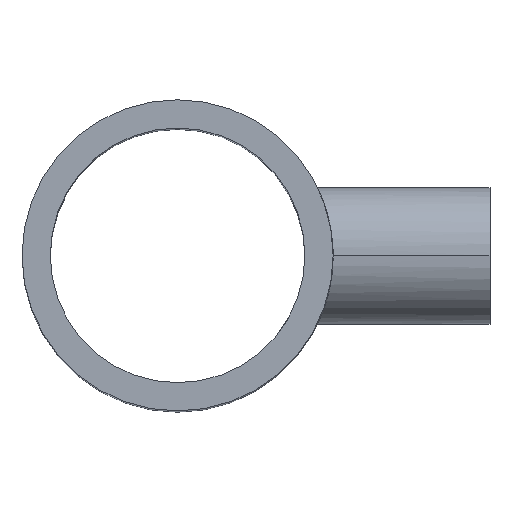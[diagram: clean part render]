
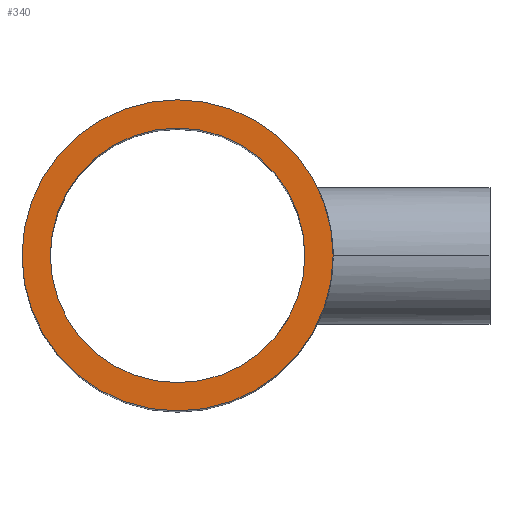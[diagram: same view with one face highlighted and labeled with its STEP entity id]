
A CAD part, top view. The second image highlights one B-rep face of the part: STEP entity #340.
In plain terms, the highlighted planar face has unit normal (0, 0, 1).
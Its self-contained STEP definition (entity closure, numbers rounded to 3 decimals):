
#44 = ORIENTED_EDGE ( 'NONE', *, *, #465, .T. ) ;
#52 = DIRECTION ( 'NONE',  ( 1., 0., 0. ) ) ;
#67 = CARTESIAN_POINT ( 'NONE',  ( 0., 0., 295. ) ) ;
#79 = CARTESIAN_POINT ( 'NONE',  ( 0., 0., 295. ) ) ;
#88 = CARTESIAN_POINT ( 'NONE',  ( -125., 0., 295. ) ) ;
#102 = CARTESIAN_POINT ( 'NONE',  ( 0., 0., 295. ) ) ;
#115 = DIRECTION ( 'NONE',  ( 0., 0., 1. ) ) ;
#122 = DIRECTION ( 'NONE',  ( 1., 0., 0. ) ) ;
#132 = VERTEX_POINT ( 'NONE', #88 ) ;
#153 = FACE_BOUND ( 'NONE', #225, .T. ) ;
#175 = VERTEX_POINT ( 'NONE', #204 ) ;
#190 = AXIS2_PLACEMENT_3D ( 'NONE', #79, #283, #341 ) ;
#204 = CARTESIAN_POINT ( 'NONE',  ( -102.3, 0., 295. ) ) ;
#225 = EDGE_LOOP ( 'NONE', ( #554, #343 ) ) ;
#226 = CARTESIAN_POINT ( 'NONE',  ( 0., 0., 295. ) ) ;
#272 = DIRECTION ( 'NONE',  ( 1., 0., 0. ) ) ;
#283 = DIRECTION ( 'NONE',  ( 0., 0., 1. ) ) ;
#335 = AXIS2_PLACEMENT_3D ( 'NONE', #102, #510, #52 ) ;
#340 = ADVANCED_FACE ( 'NONE', ( #612, #153 ), #352, .T. ) ;
#341 = DIRECTION ( 'NONE',  ( 1., 0., 0. ) ) ;
#343 = ORIENTED_EDGE ( 'NONE', *, *, #631, .F. ) ;
#352 = PLANE ( 'NONE',  #335 ) ;
#359 = VERTEX_POINT ( 'NONE', #451 ) ;
#364 = CARTESIAN_POINT ( 'NONE',  ( 102.3, 0., 295. ) ) ;
#366 = EDGE_CURVE ( 'NONE', #175, #389, #608, .T. ) ;
#375 = CIRCLE ( 'NONE', #497, 125. ) ;
#387 = EDGE_CURVE ( 'NONE', #132, #359, #375, .T. ) ;
#389 = VERTEX_POINT ( 'NONE', #364 ) ;
#420 = EDGE_LOOP ( 'NONE', ( #595, #44 ) ) ;
#421 = DIRECTION ( 'NONE',  ( 1., 0., 0. ) ) ;
#427 = CIRCLE ( 'NONE', #484, 125. ) ;
#451 = CARTESIAN_POINT ( 'NONE',  ( 125., 0., 295. ) ) ;
#465 = EDGE_CURVE ( 'NONE', #359, #132, #427, .T. ) ;
#472 = CIRCLE ( 'NONE', #190, 102.3 ) ;
#473 = DIRECTION ( 'NONE',  ( 0., 0., 1. ) ) ;
#484 = AXIS2_PLACEMENT_3D ( 'NONE', #67, #625, #272 ) ;
#497 = AXIS2_PLACEMENT_3D ( 'NONE', #226, #473, #421 ) ;
#510 = DIRECTION ( 'NONE',  ( 0., 0., 1. ) ) ;
#554 = ORIENTED_EDGE ( 'NONE', *, *, #366, .F. ) ;
#586 = AXIS2_PLACEMENT_3D ( 'NONE', #667, #115, #122 ) ;
#595 = ORIENTED_EDGE ( 'NONE', *, *, #387, .T. ) ;
#608 = CIRCLE ( 'NONE', #586, 102.3 ) ;
#612 = FACE_OUTER_BOUND ( 'NONE', #420, .T. ) ;
#625 = DIRECTION ( 'NONE',  ( 0., 0., 1. ) ) ;
#631 = EDGE_CURVE ( 'NONE', #389, #175, #472, .T. ) ;
#667 = CARTESIAN_POINT ( 'NONE',  ( 0., 0., 295. ) ) ;
